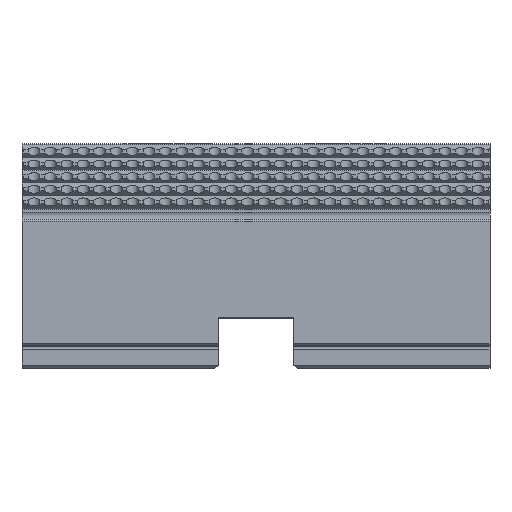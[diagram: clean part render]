
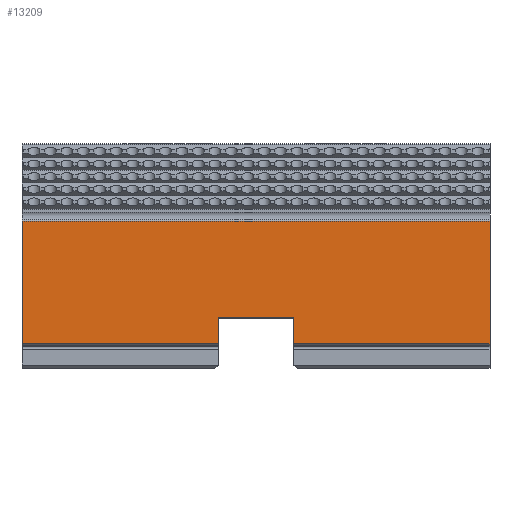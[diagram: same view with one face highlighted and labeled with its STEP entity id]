
A CAD part, top view. The second image highlights one B-rep face of the part: STEP entity #13209.
In plain terms, the highlighted planar face has unit normal (0, 0, 1).
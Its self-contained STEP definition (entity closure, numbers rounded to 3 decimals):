
#358=PLANE('',#14548);
#919=FACE_OUTER_BOUND('',#1594,.T.);
#1594=EDGE_LOOP('',(#11599,#11600,#11601,#11602,#11603,#11604,#11605,#11606));
#2939=LINE('',#21837,#4285);
#2976=LINE('',#21914,#4322);
#3086=LINE('',#22484,#4432);
#3088=LINE('',#22489,#4434);
#3089=LINE('',#22490,#4435);
#3090=LINE('',#22491,#4436);
#3091=LINE('',#22493,#4437);
#3092=LINE('',#22494,#4438);
#4285=VECTOR('',#17415,1000.);
#4322=VECTOR('',#17456,1000.);
#4432=VECTOR('',#18310,1000.);
#4434=VECTOR('',#18314,1000.);
#4435=VECTOR('',#18315,1000.);
#4436=VECTOR('',#18316,1000.);
#4437=VECTOR('',#18317,1000.);
#4438=VECTOR('',#18318,1000.);
#6271=VERTEX_POINT('',#21834);
#6272=VERTEX_POINT('',#21836);
#6309=VERTEX_POINT('',#21912);
#6310=VERTEX_POINT('',#21913);
#6398=VERTEX_POINT('',#22483);
#6399=VERTEX_POINT('',#22487);
#6400=VERTEX_POINT('',#22488);
#6401=VERTEX_POINT('',#22492);
#7896=EDGE_CURVE('',#6272,#6271,#2939,.T.);
#7934=EDGE_CURVE('',#6309,#6310,#2976,.T.);
#8367=EDGE_CURVE('',#6398,#6272,#3086,.T.);
#8369=EDGE_CURVE('',#6399,#6400,#3088,.T.);
#8370=EDGE_CURVE('',#6310,#6399,#3089,.T.);
#8371=EDGE_CURVE('',#6398,#6309,#3090,.T.);
#8372=EDGE_CURVE('',#6401,#6271,#3091,.T.);
#8373=EDGE_CURVE('',#6400,#6401,#3092,.T.);
#11599=ORIENTED_EDGE('',*,*,#8369,.F.);
#11600=ORIENTED_EDGE('',*,*,#8370,.F.);
#11601=ORIENTED_EDGE('',*,*,#7934,.F.);
#11602=ORIENTED_EDGE('',*,*,#8371,.F.);
#11603=ORIENTED_EDGE('',*,*,#8367,.T.);
#11604=ORIENTED_EDGE('',*,*,#7896,.T.);
#11605=ORIENTED_EDGE('',*,*,#8372,.F.);
#11606=ORIENTED_EDGE('',*,*,#8373,.F.);
#13209=ADVANCED_FACE('',(#919),#358,.F.);
#14548=AXIS2_PLACEMENT_3D('',#22486,#18312,#18313);
#17415=DIRECTION('',(0.,-1.,0.));
#17456=DIRECTION('',(-1.,0.,0.));
#18310=DIRECTION('',(-1.,0.,0.));
#18312=DIRECTION('center_axis',(0.,0.,-1.));
#18313=DIRECTION('ref_axis',(0.,1.,0.));
#18314=DIRECTION('',(-1.,0.,0.));
#18315=DIRECTION('',(0.,1.,0.));
#18316=DIRECTION('',(0.,-1.,0.));
#18317=DIRECTION('',(-1.,0.,0.));
#18318=DIRECTION('',(0.,-1.,0.));
#21834=CARTESIAN_POINT('',(-37.,0.35,30.));
#21836=CARTESIAN_POINT('',(-37.,19.7,30.));
#21837=CARTESIAN_POINT('',(-37.,0.35,30.));
#21912=CARTESIAN_POINT('',(37.,0.35,30.));
#21913=CARTESIAN_POINT('',(6.,0.35,30.));
#21914=CARTESIAN_POINT('',(37.,0.35,30.));
#22483=CARTESIAN_POINT('',(37.,19.7,30.));
#22484=CARTESIAN_POINT('',(37.,19.7,30.));
#22486=CARTESIAN_POINT('Origin',(37.,0.35,30.));
#22487=CARTESIAN_POINT('',(6.,4.5,30.));
#22488=CARTESIAN_POINT('',(-6.,4.5,30.));
#22489=CARTESIAN_POINT('',(-6.,4.5,30.));
#22490=CARTESIAN_POINT('',(6.,4.5,30.));
#22491=CARTESIAN_POINT('',(37.,0.35,30.));
#22492=CARTESIAN_POINT('',(-6.,0.35,30.));
#22493=CARTESIAN_POINT('',(37.,0.35,30.));
#22494=CARTESIAN_POINT('',(-6.,4.5,30.));
